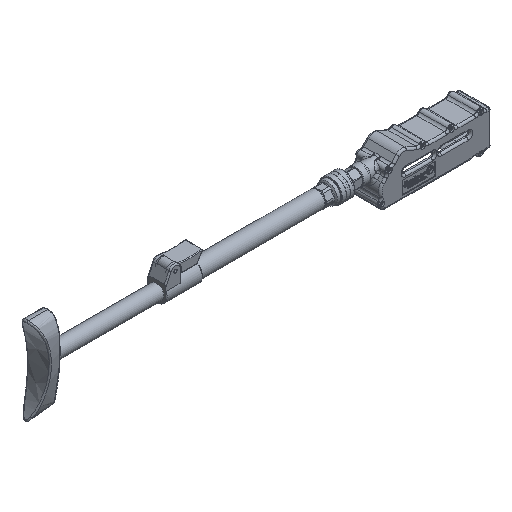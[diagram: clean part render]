
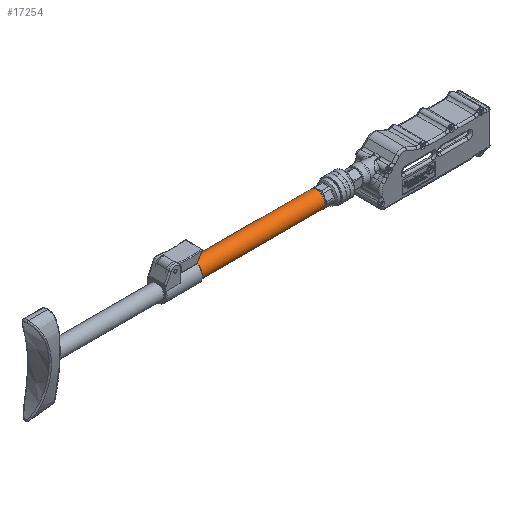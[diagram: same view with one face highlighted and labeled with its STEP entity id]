
A CAD part, isometric view. The second image highlights one B-rep face of the part: STEP entity #17254.
In plain terms, the highlighted cylindrical face has radius 12.499 mm (diameter 24.997 mm), a full revolution.
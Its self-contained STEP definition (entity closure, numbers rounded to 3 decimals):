
#3826=CYLINDRICAL_SURFACE('',#18442,12.499);
#4225=ORIENTED_EDGE('',*,*,#9390,.T.);
#4226=ORIENTED_EDGE('',*,*,#9389,.T.);
#9389=EDGE_CURVE('',#12004,#12004,#13736,.T.);
#9390=EDGE_CURVE('',#12005,#12005,#13737,.T.);
#12004=VERTEX_POINT('',#24725);
#12005=VERTEX_POINT('',#24728);
#13736=CIRCLE('',#18441,12.499);
#13737=CIRCLE('',#18443,12.499);
#14381=EDGE_LOOP('',(#4225));
#14382=EDGE_LOOP('',(#4226));
#15810=FACE_BOUND('',#14381,.T.);
#15811=FACE_BOUND('',#14382,.T.);
#17254=ADVANCED_FACE('',(#15810,#15811),#3826,.T.);
#18441=AXIS2_PLACEMENT_3D('',#24724,#20102,#20103);
#18442=AXIS2_PLACEMENT_3D('',#24726,#20104,#20105);
#18443=AXIS2_PLACEMENT_3D('',#24727,#20106,#20107);
#20102=DIRECTION('',(-1.,0.,0.));
#20103=DIRECTION('',(0.,0.,-1.));
#20104=DIRECTION('',(1.,0.,0.));
#20105=DIRECTION('',(0.,0.,1.));
#20106=DIRECTION('',(1.,0.,0.));
#20107=DIRECTION('',(0.,0.,1.));
#24724=CARTESIAN_POINT('',(-240.134,0.,40.5));
#24725=CARTESIAN_POINT('',(-240.134,0.,28.002));
#24726=CARTESIAN_POINT('',(-242.134,0.,40.5));
#24727=CARTESIAN_POINT('',(-427.115,0.,40.5));
#24728=CARTESIAN_POINT('',(-427.115,0.,52.999));
